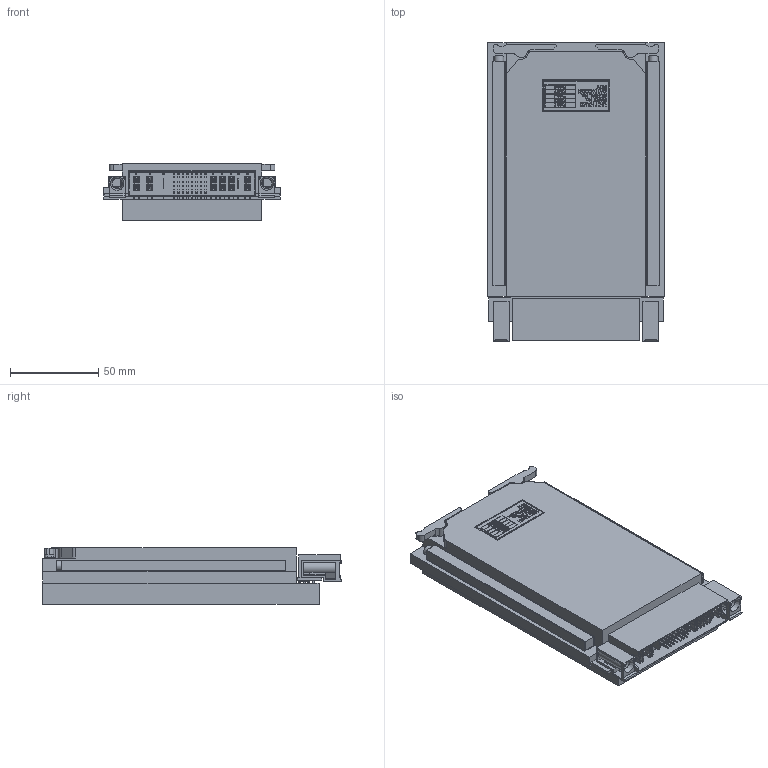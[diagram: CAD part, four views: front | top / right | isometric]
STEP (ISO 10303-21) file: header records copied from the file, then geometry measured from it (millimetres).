
FILE_DESCRIPTION(/* description */ ('Unknown'),/* implementation_level */ '2;1');
FILE_NAME(/* name */ 'VPX,3U,1.3IN,PRIMARY-SIDE-RETAINERS',/* time_stamp */ '2020-03-10T14:34:20-04:00',/* author */ ('Unknown'),/* organization */ ('Unknown'),/* preprocessor_version */ 'ST-DEVELOPER v16.7',/* originating_system */ 'DEX',/* authorisation */ $);
FILE_SCHEMA (('CONFIG_CONTROL_DESIGN'));
Products named in the file (11): VPX,3U,1.3IN,PRIMARY-SIDE-RETAINERS; VPX,3U,1.3IN,PRIMARY-SIDE-RETAINERS,MAIN-BODY; VPX,3U,LEFT-EJECTOR-INJECTOR; VPX,3U,RIGHT-EJECTOR-INJECTOR; VPX,3U,B01; TRM_SRF; c-1410946-1; GUIDE-SOCKET-NO-KEYING; LABEL; WEDGE-LOCK
Assembly tree (13 placements, depth 3):
  VPX,3U,1.3IN,PRIMARY-SIDE-RETAINERS
    VPX,3U,1.3IN,PRIMARY-SIDE-RETAINERS,MAIN-BODY
    VPX,3U,LEFT-EJECTOR-INJECTOR
    VPX,3U,RIGHT-EJECTOR-INJECTOR
    VPX,3U,B01
      VPX,3U,B01
      TRM_SRF
      c-1410946-1  x2
      GUIDE-SOCKET-NO-KEYING  x2
    LABEL
    WEDGE-LOCK  x2
Bounding box: 99.8 x 168.91 x 32.17 mm (x, y, z)
Volume: 425951.6 mm3; surface area: 82457.1 mm2
Topology: 14 solids, 14 shells, 3331 faces, 8751 edges, 5882 vertices
Faces by surface type: plane 2534, cylinder 449, bspline 316, cone 18, torus 14
Full cylindrical faces by diameter (mm): 0.177 x1, 1.016 x88, 3 x10, 4.65 x2, 5.5 x4, 5.9 x2, 6.5 x2
Entity records: 137882 total; most frequent: CARTESIAN_POINT 44966, ORIENTED_EDGE 16002, DIRECTION 11910, EDGE_CURVE 8001, VERTEX_POINT 5439, LINE 4530, VECTOR 4530, EDGE_LOOP 3920
